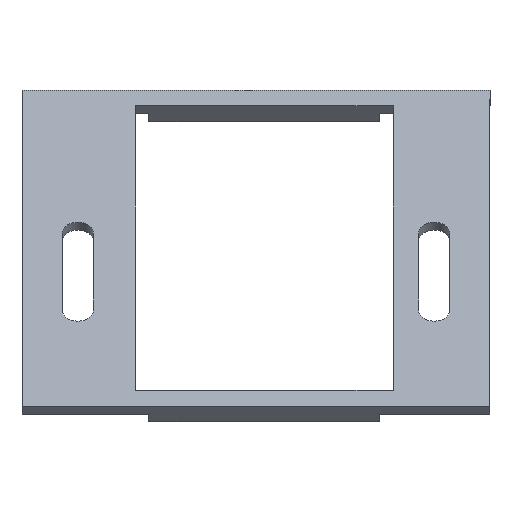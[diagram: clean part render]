
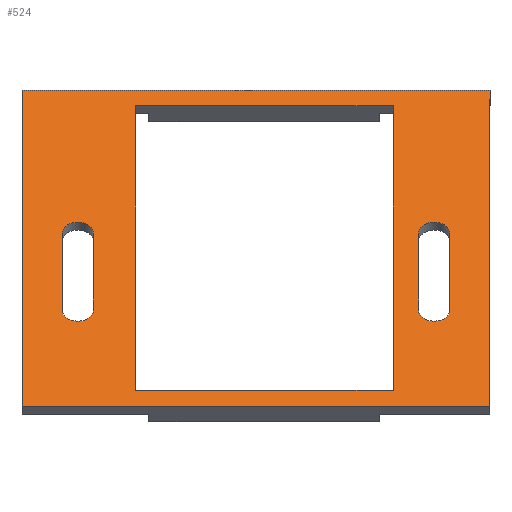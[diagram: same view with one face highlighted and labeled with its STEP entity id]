
A CAD part, top view. The second image highlights one B-rep face of the part: STEP entity #524.
In plain terms, the highlighted planar face has unit normal (0, 0.707, 0.707).
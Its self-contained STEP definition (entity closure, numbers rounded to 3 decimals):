
#21=FACE_BOUND('',#84,.T.);
#22=FACE_BOUND('',#85,.T.);
#23=FACE_BOUND('',#86,.T.);
#28=CIRCLE('',#564,1.4);
#29=CIRCLE('',#567,1.4);
#30=CIRCLE('',#570,1.4);
#31=CIRCLE('',#573,1.4);
#56=FACE_OUTER_BOUND('',#83,.T.);
#83=EDGE_LOOP('',(#463,#464,#465,#466));
#84=EDGE_LOOP('',(#467,#468,#469,#470));
#85=EDGE_LOOP('',(#471,#472,#473,#474));
#86=EDGE_LOOP('',(#475,#476,#477,#478));
#87=LINE('',#714,#151);
#91=LINE('',#723,#155);
#130=LINE('',#807,#194);
#133=LINE('',#812,#197);
#135=LINE('',#816,#199);
#136=LINE('',#818,#200);
#140=LINE('',#828,#204);
#142=LINE('',#834,#206);
#146=LINE('',#844,#210);
#148=LINE('',#850,#212);
#149=LINE('',#852,#213);
#150=LINE('',#854,#214);
#151=VECTOR('',#582,10.);
#155=VECTOR('',#588,10.);
#194=VECTOR('',#653,10.);
#197=VECTOR('',#658,10.);
#199=VECTOR('',#662,10.);
#200=VECTOR('',#665,10.);
#204=VECTOR('',#675,10.);
#206=VECTOR('',#683,10.);
#210=VECTOR('',#693,10.);
#212=VECTOR('',#701,10.);
#213=VECTOR('',#704,10.);
#214=VECTOR('',#707,10.);
#215=VERTEX_POINT('',#712);
#216=VERTEX_POINT('',#713);
#219=VERTEX_POINT('',#721);
#220=VERTEX_POINT('',#722);
#251=VERTEX_POINT('',#804);
#252=VERTEX_POINT('',#806);
#253=VERTEX_POINT('',#810);
#254=VERTEX_POINT('',#814);
#255=VERTEX_POINT('',#820);
#256=VERTEX_POINT('',#822);
#257=VERTEX_POINT('',#826);
#258=VERTEX_POINT('',#830);
#259=VERTEX_POINT('',#836);
#260=VERTEX_POINT('',#838);
#261=VERTEX_POINT('',#842);
#262=VERTEX_POINT('',#846);
#263=EDGE_CURVE('',#215,#216,#87,.T.);
#267=EDGE_CURVE('',#219,#220,#91,.T.);
#310=EDGE_CURVE('',#252,#251,#130,.T.);
#313=EDGE_CURVE('',#251,#253,#133,.T.);
#315=EDGE_CURVE('',#253,#254,#135,.T.);
#316=EDGE_CURVE('',#254,#252,#136,.T.);
#318=EDGE_CURVE('',#256,#255,#28,.T.);
#321=EDGE_CURVE('',#255,#257,#140,.T.);
#323=EDGE_CURVE('',#257,#258,#29,.T.);
#324=EDGE_CURVE('',#258,#256,#142,.T.);
#326=EDGE_CURVE('',#260,#259,#30,.T.);
#329=EDGE_CURVE('',#259,#261,#146,.T.);
#331=EDGE_CURVE('',#261,#262,#31,.T.);
#332=EDGE_CURVE('',#262,#260,#148,.T.);
#333=EDGE_CURVE('',#216,#219,#149,.T.);
#334=EDGE_CURVE('',#220,#215,#150,.T.);
#463=ORIENTED_EDGE('',*,*,#334,.F.);
#464=ORIENTED_EDGE('',*,*,#267,.F.);
#465=ORIENTED_EDGE('',*,*,#333,.F.);
#466=ORIENTED_EDGE('',*,*,#263,.F.);
#467=ORIENTED_EDGE('',*,*,#310,.T.);
#468=ORIENTED_EDGE('',*,*,#313,.T.);
#469=ORIENTED_EDGE('',*,*,#315,.T.);
#470=ORIENTED_EDGE('',*,*,#316,.T.);
#471=ORIENTED_EDGE('',*,*,#318,.T.);
#472=ORIENTED_EDGE('',*,*,#321,.T.);
#473=ORIENTED_EDGE('',*,*,#323,.T.);
#474=ORIENTED_EDGE('',*,*,#324,.T.);
#475=ORIENTED_EDGE('',*,*,#326,.T.);
#476=ORIENTED_EDGE('',*,*,#329,.T.);
#477=ORIENTED_EDGE('',*,*,#331,.T.);
#478=ORIENTED_EDGE('',*,*,#332,.T.);
#499=PLANE('',#577);
#524=ADVANCED_FACE('',(#56,#21,#22,#23),#499,.T.);
#564=AXIS2_PLACEMENT_3D('',#823,#669,#670);
#567=AXIS2_PLACEMENT_3D('',#832,#679,#680);
#570=AXIS2_PLACEMENT_3D('',#839,#687,#688);
#573=AXIS2_PLACEMENT_3D('',#848,#697,#698);
#577=AXIS2_PLACEMENT_3D('',#855,#708,#709);
#582=DIRECTION('',(0.,-0.707,0.707));
#588=DIRECTION('',(0.,0.707,-0.707));
#653=DIRECTION('',(0.,-0.707,0.707));
#658=DIRECTION('',(-1.,0.,0.));
#662=DIRECTION('',(0.,0.707,-0.707));
#665=DIRECTION('',(1.,0.,0.));
#669=DIRECTION('center_axis',(0.,-0.707,-0.707));
#670=DIRECTION('ref_axis',(-1.,0.,0.));
#675=DIRECTION('',(0.,0.707,-0.707));
#679=DIRECTION('center_axis',(0.,-0.707,-0.707));
#680=DIRECTION('ref_axis',(1.,0.,0.));
#683=DIRECTION('',(0.,-0.707,0.707));
#687=DIRECTION('center_axis',(0.,-0.707,-0.707));
#688=DIRECTION('ref_axis',(-1.,0.,0.));
#693=DIRECTION('',(0.,0.707,-0.707));
#697=DIRECTION('center_axis',(0.,-0.707,-0.707));
#698=DIRECTION('ref_axis',(1.,0.,0.));
#701=DIRECTION('',(0.,-0.707,0.707));
#704=DIRECTION('',(-1.,0.,0.));
#707=DIRECTION('',(1.,0.,0.));
#708=DIRECTION('center_axis',(0.,0.707,0.707));
#709=DIRECTION('ref_axis',(1.,0.,0.));
#712=CARTESIAN_POINT('',(-31.88,20.251,-33.048));
#713=CARTESIAN_POINT('',(-31.88,-8.175,-4.622));
#714=CARTESIAN_POINT('',(-31.88,-1.068,-11.728));
#721=CARTESIAN_POINT('',(-73.88,-8.175,-4.622));
#722=CARTESIAN_POINT('',(-73.88,20.251,-33.048));
#723=CARTESIAN_POINT('',(-73.88,13.144,-25.941));
#804=CARTESIAN_POINT('',(-40.58,-6.761,-6.036));
#806=CARTESIAN_POINT('',(-40.58,18.837,-31.633));
#807=CARTESIAN_POINT('',(-40.58,-0.361,-12.436));
#810=CARTESIAN_POINT('',(-63.68,-6.761,-6.036));
#812=CARTESIAN_POINT('',(-58.28,-6.761,-6.036));
#814=CARTESIAN_POINT('',(-63.68,18.837,-31.633));
#816=CARTESIAN_POINT('',(-63.68,12.437,-25.234));
#818=CARTESIAN_POINT('',(-46.73,18.837,-31.633));
#820=CARTESIAN_POINT('',(-38.28,0.463,-13.26));
#822=CARTESIAN_POINT('',(-35.48,0.463,-13.26));
#823=CARTESIAN_POINT('Origin',(-36.88,0.463,-13.26));
#826=CARTESIAN_POINT('',(-38.28,7.37,-20.167));
#828=CARTESIAN_POINT('',(-38.28,6.704,-19.501));
#830=CARTESIAN_POINT('',(-35.48,7.37,-20.167));
#832=CARTESIAN_POINT('Origin',(-36.88,7.37,-20.167));
#834=CARTESIAN_POINT('',(-35.48,3.251,-16.047));
#836=CARTESIAN_POINT('',(-70.28,0.463,-13.26));
#838=CARTESIAN_POINT('',(-67.48,0.463,-13.26));
#839=CARTESIAN_POINT('Origin',(-68.88,0.463,-13.26));
#842=CARTESIAN_POINT('',(-70.28,7.37,-20.167));
#844=CARTESIAN_POINT('',(-70.28,6.704,-19.501));
#846=CARTESIAN_POINT('',(-67.48,7.37,-20.167));
#848=CARTESIAN_POINT('Origin',(-68.88,7.37,-20.167));
#850=CARTESIAN_POINT('',(-67.48,3.251,-16.047));
#852=CARTESIAN_POINT('',(-63.38,-8.175,-4.622));
#854=CARTESIAN_POINT('',(-42.38,20.251,-33.048));
#855=CARTESIAN_POINT('Origin',(-52.88,6.038,-18.835));
